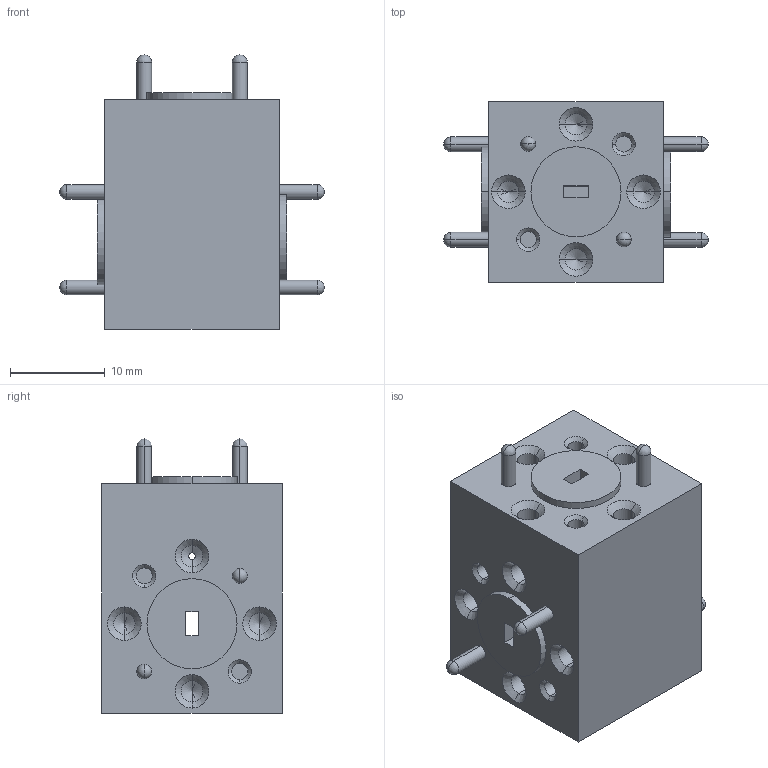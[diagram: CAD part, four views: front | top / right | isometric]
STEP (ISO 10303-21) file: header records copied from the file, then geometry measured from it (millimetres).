
FILE_DESCRIPTION (( 'STEP AP214' ), '1' );
FILE_NAME ('FMW10DV001_3D.step', '2024-09-09T14:30:59', ( '' ), ( '' ), 'SwSTEP 2.0', 'SolidWorks 2022', '' );
FILE_SCHEMA (( 'AUTOMOTIVE_DESIGN' ));
Length unit declared in the file: inch
Products named in the file (1): FMW10DV001_3D
Bounding box: 28 x 19.1 x 29 mm (x, y, z)
Volume: 8257.9 mm3; surface area: 3624.6 mm2
Topology: 1 solids, 1 shells, 154 faces, 342 edges, 194 vertices
Faces by surface type: cone 60, cylinder 54, plane 28, torus 12
Entity records: 4158 total; most frequent: DIRECTION 804, CARTESIAN_POINT 671, ORIENTED_EDGE 644, AXIS2_PLACEMENT_3D 327, EDGE_CURVE 322, VERTEX_POINT 194, EDGE_LOOP 186, CIRCLE 172
